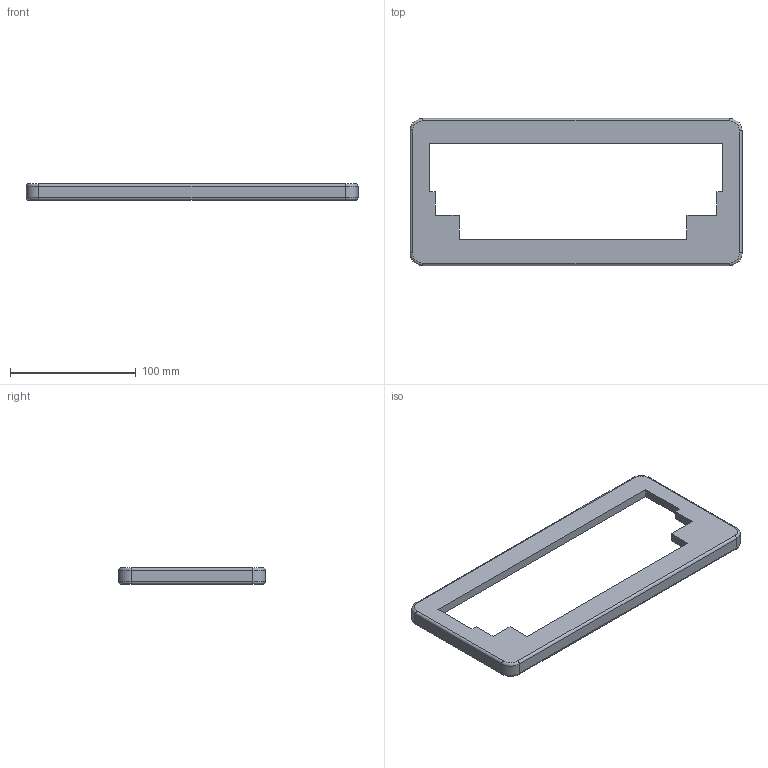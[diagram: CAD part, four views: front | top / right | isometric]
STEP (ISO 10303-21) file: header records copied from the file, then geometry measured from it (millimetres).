
FILE_DESCRIPTION(/* description */ ('','CAx-IF Rec.Pracs.---Representation and Presentation of Product Manufacturing Information (PMI)---4.0---2014-10-13'),/* implementation_level */ '2;1');
FILE_NAME(/* name */ 'Top case.step',/* time_stamp */ '2025-03-17T17:54:18+01:00',/* author */ (''),/* organization */ (''),/* preprocessor_version */ 'ST-DEVELOPER v20',/* originating_system */ 'Autodesk Translation Framework v13.20.0.188',/* authorisation */ '');
FILE_SCHEMA (('AP242_MANAGED_MODEL_BASED_3D_ENGINEERING_MIM_LF { 1 0 10303 442 1 1 4 }'));
Length unit declared in the file: millimetre
Products named in the file (3): Pancake case; Pancake; Top Case
Assembly tree (2 placements, depth 3):
  Pancake case
    Pancake
      Top Case
Bounding box: 264 x 117 x 13 mm (x, y, z)
Volume: 114465.9 mm3; surface area: 46971.4 mm2
Topology: 1 solids, 1 shells, 168 faces, 432 edges, 280 vertices
Faces by surface type: plane 90, cylinder 62, cone 8, torus 8
Full cylindrical faces by diameter (mm): 3.2 x8, 5 x8
Entity records: 5147 total; most frequent: DIRECTION 902, CARTESIAN_POINT 877, ORIENTED_EDGE 848, EDGE_CURVE 424, AXIS2_PLACEMENT_3D 305, LINE 292, VECTOR 292, VERTEX_POINT 280
